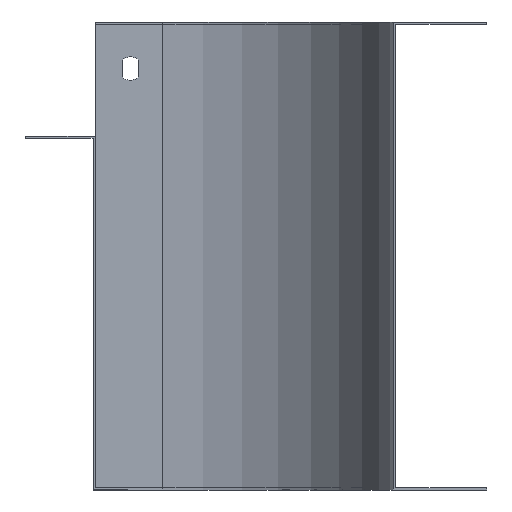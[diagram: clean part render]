
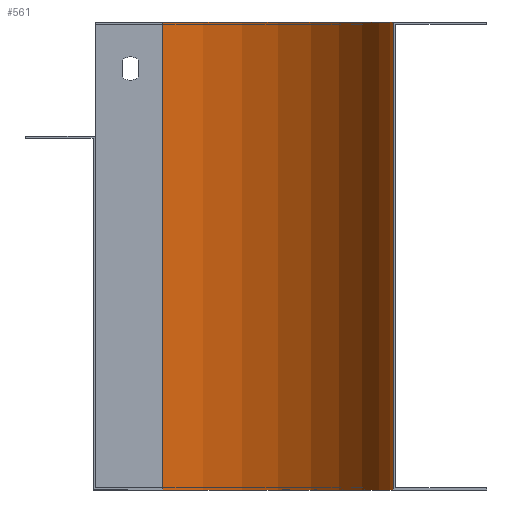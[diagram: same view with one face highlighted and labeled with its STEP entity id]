
A CAD part, left-side view. The second image highlights one B-rep face of the part: STEP entity #561.
In plain terms, the highlighted cylindrical face has radius 99 mm (diameter 198 mm), a partial arc.
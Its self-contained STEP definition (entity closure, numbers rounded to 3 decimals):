
#146 = AXIS2_PLACEMENT_3D ( 'NONE', #1559, #1560, #1541 ) ;
#203 = AXIS2_PLACEMENT_3D ( 'NONE', #780, #779, #770 ) ;
#217 = AXIS2_PLACEMENT_3D ( 'NONE', #1782, #1779, #1774 ) ;
#321 = EDGE_CURVE ( 'NONE', #1253, #396, #1161, .T. ) ;
#353 = EDGE_CURVE ( 'NONE', #396, #1260, #1213, .T. ) ;
#396 = VERTEX_POINT ( 'NONE', #1518 ) ;
#561 = ADVANCED_FACE ( 'NONE', ( #938 ), #944, .F. ) ;
#701 = ORIENTED_EDGE ( 'NONE', *, *, #732, .T. ) ;
#702 = ORIENTED_EDGE ( 'NONE', *, *, #321, .F. ) ;
#703 = ORIENTED_EDGE ( 'NONE', *, *, #353, .F. ) ;
#704 = ORIENTED_EDGE ( 'NONE', *, *, #750, .T. ) ;
#732 = EDGE_CURVE ( 'NONE', #1253, #1266, #978, .T. ) ;
#750 = EDGE_CURVE ( 'NONE', #1266, #1260, #1011, .T. ) ;
#770 = DIRECTION ( 'NONE',  ( -1., 0., 0. ) ) ;
#779 = DIRECTION ( 'NONE',  ( 0., 0., 1. ) ) ;
#780 = CARTESIAN_POINT ( 'NONE',  ( -200., 139., 1. ) ) ;
#794 = DIRECTION ( 'NONE',  ( 0., 0., 1. ) ) ;
#846 = CARTESIAN_POINT ( 'NONE',  ( -200., 40., -200. ) ) ;
#895 = CARTESIAN_POINT ( 'NONE',  ( -200., 40., 1. ) ) ;
#907 = CARTESIAN_POINT ( 'NONE',  ( -101., 139., 1. ) ) ;
#916 = CARTESIAN_POINT ( 'NONE',  ( -200., 40., -200. ) ) ;
#938 = FACE_OUTER_BOUND ( 'NONE', #1385, .T. ) ;
#944 = CYLINDRICAL_SURFACE ( 'NONE', #146, 99. ) ;
#978 = LINE ( 'NONE', #846, #984 ) ;
#984 = VECTOR ( 'NONE', #794, 1000. ) ;
#1011 = CIRCLE ( 'NONE', #203, 99. ) ;
#1161 = CIRCLE ( 'NONE', #217, 99. ) ;
#1213 = LINE ( 'NONE', #1775, #1216 ) ;
#1216 = VECTOR ( 'NONE', #1773, 1000. ) ;
#1253 = VERTEX_POINT ( 'NONE', #916 ) ;
#1260 = VERTEX_POINT ( 'NONE', #907 ) ;
#1266 = VERTEX_POINT ( 'NONE', #895 ) ;
#1385 = EDGE_LOOP ( 'NONE', ( #704, #703, #702, #701 ) ) ;
#1518 = CARTESIAN_POINT ( 'NONE',  ( -101., 139., -200. ) ) ;
#1541 = DIRECTION ( 'NONE',  ( 1., 0., 0. ) ) ;
#1559 = CARTESIAN_POINT ( 'NONE',  ( -200., 139., -200. ) ) ;
#1560 = DIRECTION ( 'NONE',  ( 0., 0., 1. ) ) ;
#1773 = DIRECTION ( 'NONE',  ( 0., 0., 1. ) ) ;
#1774 = DIRECTION ( 'NONE',  ( -1., 0., 0. ) ) ;
#1775 = CARTESIAN_POINT ( 'NONE',  ( -101., 139., -200. ) ) ;
#1779 = DIRECTION ( 'NONE',  ( 0., 0., 1. ) ) ;
#1782 = CARTESIAN_POINT ( 'NONE',  ( -200., 139., -200. ) ) ;
